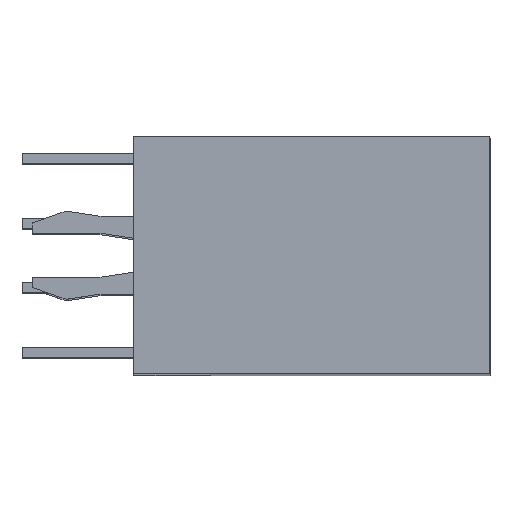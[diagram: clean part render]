
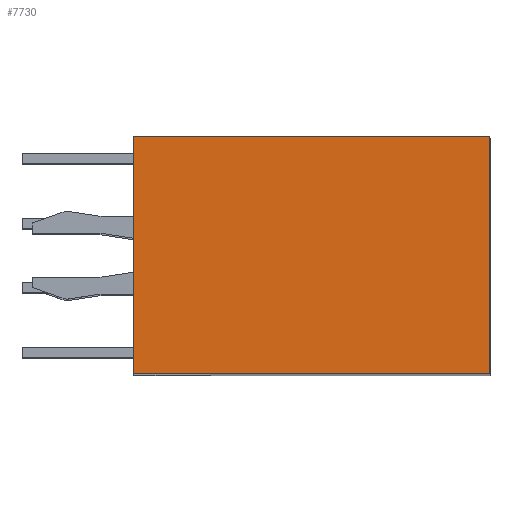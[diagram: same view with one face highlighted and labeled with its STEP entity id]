
A CAD part, top view. The second image highlights one B-rep face of the part: STEP entity #7730.
In plain terms, the highlighted face is planar.
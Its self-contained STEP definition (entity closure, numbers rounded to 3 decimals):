
#3220=CARTESIAN_POINT('',(8.454,3.621,-70.265));
#3230=VERTEX_POINT('',#3220);
#3280=CARTESIAN_POINT('',(8.454,0.464,-70.265));
#3290=DIRECTION('',(0.,1.,0.));
#3300=VECTOR('',#3290,1.);
#3310=LINE('',#3280,#3300);
#3320=CARTESIAN_POINT('',(8.454,-3.379,-70.265));
#3330=VERTEX_POINT('',#3320);
#3340=EDGE_CURVE('',#3330,#3230,#3310,.T.);
#6300=CARTESIAN_POINT('',(6.204,-3.379,-70.265));
#6310=DIRECTION('',(1.,0.,0.));
#6320=VECTOR('',#6310,1.);
#6330=LINE('',#6300,#6320);
#6340=CARTESIAN_POINT('',(-2.046,-3.379,-70.265));
#6350=VERTEX_POINT('',#6340);
#6360=EDGE_CURVE('',#6350,#3330,#6330,.T.);
#7500=CARTESIAN_POINT('',(3.836,-1.202,-70.265));
#7510=DIRECTION('',(0.,0.,-1.));
#7520=DIRECTION('',(-1.,0.,0.));
#7530=AXIS2_PLACEMENT_3D('',#7500,#7510,#7520);
#7540=PLANE('',#7530);
#7550=ORIENTED_EDGE('',*,*,#3340,.F.);
#7560=CARTESIAN_POINT('',(-2.046,3.621,-70.265));
#7570=DIRECTION('',(1.,0.,0.));
#7580=VECTOR('',#7570,1.);
#7590=LINE('',#7560,#7580);
#7600=CARTESIAN_POINT('',(-2.046,3.621,-70.265));
#7610=VERTEX_POINT('',#7600);
#7620=EDGE_CURVE('',#7610,#3230,#7590,.T.);
#7630=ORIENTED_EDGE('',*,*,#7620,.T.);
#7640=CARTESIAN_POINT('',(-2.046,0.464,-70.265));
#7650=DIRECTION('',(0.,-1.,0.));
#7660=VECTOR('',#7650,1.);
#7670=LINE('',#7640,#7660);
#7680=EDGE_CURVE('',#7610,#6350,#7670,.T.);
#7690=ORIENTED_EDGE('',*,*,#7680,.F.);
#7700=ORIENTED_EDGE('',*,*,#6360,.F.);
#7710=EDGE_LOOP('',(#7700,#7690,#7630,#7550));
#7720=FACE_OUTER_BOUND('',#7710,.T.);
#7730=ADVANCED_FACE('',(#7720),#7540,.T.);
